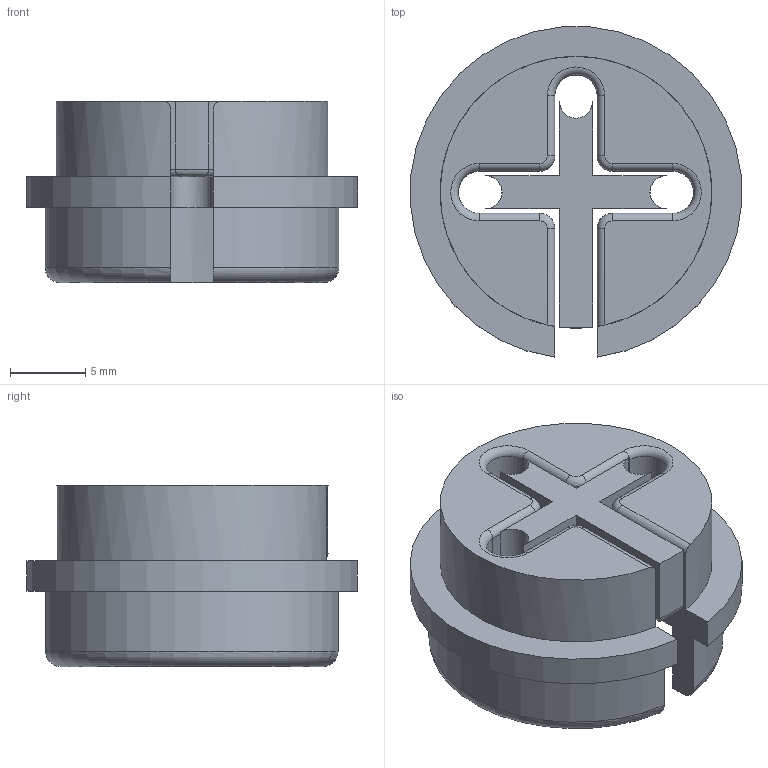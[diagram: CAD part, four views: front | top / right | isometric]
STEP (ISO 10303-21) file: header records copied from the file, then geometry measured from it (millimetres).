
FILE_DESCRIPTION(('FreeCAD Model'),'2;1');
FILE_NAME('verschluss_neu.step','2020-01-30T09:48:13',('Author'),(''), 'Open CASCADE STEP processor 7.3','FreeCAD','Unknown');
FILE_SCHEMA(('AUTOMOTIVE_DESIGN { 1 0 10303 214 1 1 1 1 }'));
Length unit declared in the file: millimetre
Products named in the file (2): _part1; _part2
Bounding box: 21.95 x 21.87 x 12 mm (x, y, z)
Volume: 2195.6 mm3; surface area: 2269.8 mm2
Topology: 2 solids, 2 shells, 88 faces, 204 edges, 120 vertices
Faces by surface type: plane 41, cylinder 38, torus 9
Entity records: 2696 total; most frequent: CARTESIAN_POINT 633, DIRECTION 446, ORIENTED_EDGE 408, EDGE_CURVE 204, AXIS2_PLACEMENT_3D 165, VERTEX_POINT 120, LINE 116, VECTOR 116
